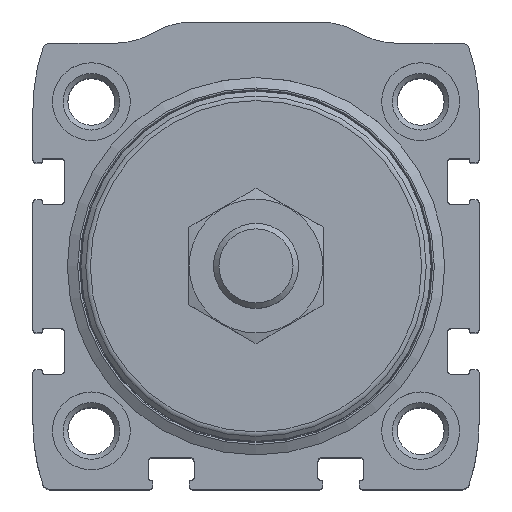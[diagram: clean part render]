
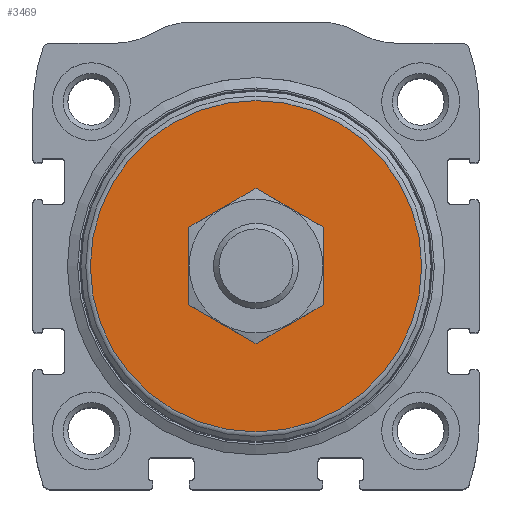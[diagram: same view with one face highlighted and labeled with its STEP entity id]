
A CAD part, top view. The second image highlights one B-rep face of the part: STEP entity #3469.
In plain terms, the highlighted planar face has unit normal (0, 0, 1).
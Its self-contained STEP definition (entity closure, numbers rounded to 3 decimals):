
#262=CIRCLE('',#3900,23.404);
#263=CIRCLE('',#3902,9.165);
#1189=ORIENTED_EDGE('',*,*,#1717,.T.);
#1190=ORIENTED_EDGE('',*,*,#1716,.F.);
#1716=EDGE_CURVE('',#2067,#2067,#262,.T.);
#1717=EDGE_CURVE('',#2068,#2068,#263,.T.);
#2067=VERTEX_POINT('',#5940);
#2068=VERTEX_POINT('',#5943);
#2827=EDGE_LOOP('',(#1189));
#2828=EDGE_LOOP('',(#1190));
#3133=FACE_BOUND('',#2827,.T.);
#3134=FACE_BOUND('',#2828,.T.);
#3276=PLANE('',#3901);
#3469=ADVANCED_FACE('',(#3133,#3134),#3276,.T.);
#3900=AXIS2_PLACEMENT_3D('',#5939,#4906,#4907);
#3901=AXIS2_PLACEMENT_3D('',#5941,#4908,#4909);
#3902=AXIS2_PLACEMENT_3D('',#5942,#4910,#4911);
#4906=DIRECTION('',(0.,0.,-1.));
#4907=DIRECTION('',(-1.,0.,0.));
#4908=DIRECTION('',(0.,0.,1.));
#4909=DIRECTION('',(1.,0.,0.));
#4910=DIRECTION('',(0.,0.,-1.));
#4911=DIRECTION('',(-1.,0.,0.));
#5939=CARTESIAN_POINT('',(0.,0.,59.8));
#5940=CARTESIAN_POINT('',(-23.404,0.,59.8));
#5941=CARTESIAN_POINT('',(0.,23.404,59.8));
#5942=CARTESIAN_POINT('',(0.,0.,59.8));
#5943=CARTESIAN_POINT('',(-9.165,0.,59.8));
